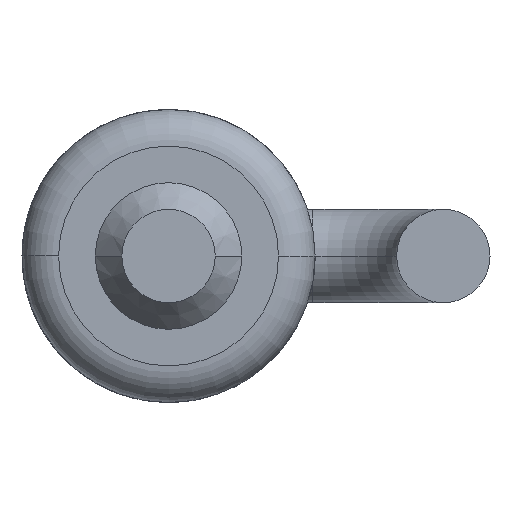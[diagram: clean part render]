
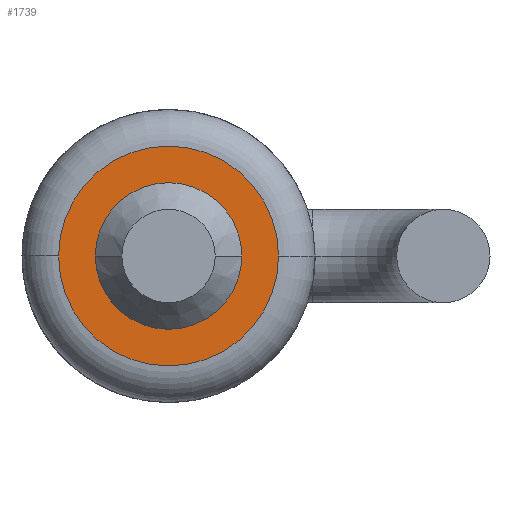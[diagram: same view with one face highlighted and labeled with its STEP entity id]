
A CAD part, front view. The second image highlights one B-rep face of the part: STEP entity #1739.
In plain terms, the highlighted planar face has unit normal (0, -1, 0).
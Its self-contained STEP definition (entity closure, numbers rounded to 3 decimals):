
#143 = VERTEX_POINT ( 'NONE', #3961 ) ;
#182 = CARTESIAN_POINT ( 'NONE',  ( 0., 1.3, 0. ) ) ;
#401 = CIRCLE ( 'NONE', #1816, 1.016 ) ;
#501 = VERTEX_POINT ( 'NONE', #708 ) ;
#547 = VERTEX_POINT ( 'NONE', #3980 ) ;
#650 = CARTESIAN_POINT ( 'NONE',  ( 0., 1.3, 0. ) ) ;
#708 = CARTESIAN_POINT ( 'NONE',  ( 0.677, 1.3, 0. ) ) ;
#715 = ORIENTED_EDGE ( 'NONE', *, *, #786, .T. ) ;
#745 = DIRECTION ( 'NONE',  ( 0., -1., 0. ) ) ;
#786 = EDGE_CURVE ( 'NONE', #143, #2717, #401, .T. ) ;
#985 = ORIENTED_EDGE ( 'NONE', *, *, #3732, .F. ) ;
#1155 = AXIS2_PLACEMENT_3D ( 'NONE', #1392, #2915, #4444 ) ;
#1170 = EDGE_CURVE ( 'NONE', #501, #547, #3679, .T. ) ;
#1265 = EDGE_LOOP ( 'NONE', ( #715, #2097 ) ) ;
#1392 = CARTESIAN_POINT ( 'NONE',  ( 0., 1.3, 0. ) ) ;
#1393 = PLANE ( 'NONE',  #3147 ) ;
#1499 = DIRECTION ( 'NONE',  ( 1., 0., 0. ) ) ;
#1649 = EDGE_CURVE ( 'NONE', #2717, #143, #4680, .T. ) ;
#1710 = FACE_BOUND ( 'NONE', #2953, .T. ) ;
#1739 = ADVANCED_FACE ( 'NONE', ( #1710, #3716 ), #1393, .F. ) ;
#1816 = AXIS2_PLACEMENT_3D ( 'NONE', #650, #4849, #2506 ) ;
#1820 = CARTESIAN_POINT ( 'NONE',  ( 0., 1.3, 0. ) ) ;
#2097 = ORIENTED_EDGE ( 'NONE', *, *, #1649, .T. ) ;
#2400 = CIRCLE ( 'NONE', #1155, 0.677 ) ;
#2494 = CARTESIAN_POINT ( 'NONE',  ( -1.016, 1.3, 0. ) ) ;
#2506 = DIRECTION ( 'NONE',  ( 1., 0., 0. ) ) ;
#2717 = VERTEX_POINT ( 'NONE', #2494 ) ;
#2810 = DIRECTION ( 'NONE',  ( 0., -1., 0. ) ) ;
#2915 = DIRECTION ( 'NONE',  ( 0., -1., 0. ) ) ;
#2953 = EDGE_LOOP ( 'NONE', ( #4824, #985 ) ) ;
#3147 = AXIS2_PLACEMENT_3D ( 'NONE', #3234, #4802, #4445 ) ;
#3234 = CARTESIAN_POINT ( 'NONE',  ( -1.016, 1.3, 0. ) ) ;
#3599 = AXIS2_PLACEMENT_3D ( 'NONE', #1820, #745, #1499 ) ;
#3679 = CIRCLE ( 'NONE', #3599, 0.677 ) ;
#3716 = FACE_OUTER_BOUND ( 'NONE', #1265, .T. ) ;
#3732 = EDGE_CURVE ( 'NONE', #547, #501, #2400, .T. ) ;
#3876 = AXIS2_PLACEMENT_3D ( 'NONE', #182, #2810, #4300 ) ;
#3961 = CARTESIAN_POINT ( 'NONE',  ( 1.016, 1.3, 0. ) ) ;
#3980 = CARTESIAN_POINT ( 'NONE',  ( -0.677, 1.3, 0. ) ) ;
#4300 = DIRECTION ( 'NONE',  ( 1., 0., 0. ) ) ;
#4444 = DIRECTION ( 'NONE',  ( 1., 0., 0. ) ) ;
#4445 = DIRECTION ( 'NONE',  ( -1., 0., 0. ) ) ;
#4680 = CIRCLE ( 'NONE', #3876, 1.016 ) ;
#4802 = DIRECTION ( 'NONE',  ( 0., 1., 0. ) ) ;
#4824 = ORIENTED_EDGE ( 'NONE', *, *, #1170, .F. ) ;
#4849 = DIRECTION ( 'NONE',  ( 0., -1., 0. ) ) ;
